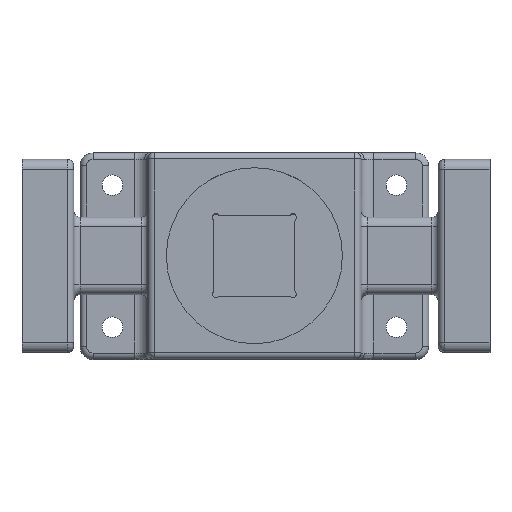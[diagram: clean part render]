
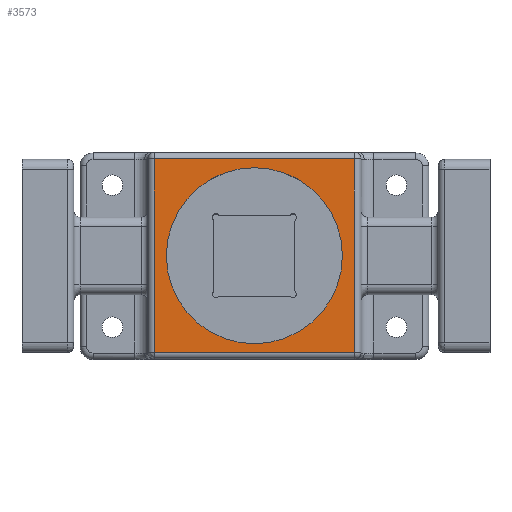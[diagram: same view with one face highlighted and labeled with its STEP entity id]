
A CAD part, top view. The second image highlights one B-rep face of the part: STEP entity #3573.
In plain terms, the highlighted planar face has unit normal (0, 0, 1).
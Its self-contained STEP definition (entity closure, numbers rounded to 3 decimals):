
#302 = CYLINDRICAL_SURFACE('',#303,1.);
#303 = AXIS2_PLACEMENT_3D('',#304,#305,#306);
#304 = CARTESIAN_POINT('',(-15.5,15.,47.5));
#305 = DIRECTION('',(0.,-1.,0.));
#306 = DIRECTION('',(0.,0.,1.));
#1303 = VERTEX_POINT('',#1304);
#1304 = CARTESIAN_POINT('',(-15.5,15.,48.5));
#1326 = VERTEX_POINT('',#1327);
#1327 = CARTESIAN_POINT('',(-15.5,-15.,48.5));
#1420 = EDGE_CURVE('',#1303,#1326,#1421,.T.);
#1421 = SURFACE_CURVE('',#1422,(#1426,#1433),.PCURVE_S1.);
#1422 = LINE('',#1423,#1424);
#1423 = CARTESIAN_POINT('',(-15.5,15.,48.5));
#1424 = VECTOR('',#1425,1.);
#1425 = DIRECTION('',(0.,-1.,0.));
#1426 = PCURVE('',#302,#1427);
#1427 = DEFINITIONAL_REPRESENTATION('',(#1428),#1432);
#1428 = LINE('',#1429,#1430);
#1429 = CARTESIAN_POINT('',(0.,0.));
#1430 = VECTOR('',#1431,1.);
#1431 = DIRECTION('',(0.,1.));
#1432 = ( GEOMETRIC_REPRESENTATION_CONTEXT(2) 
PARAMETRIC_REPRESENTATION_CONTEXT() REPRESENTATION_CONTEXT('2D SPACE',''
  ) );
#1433 = PCURVE('',#1434,#1439);
#1434 = PLANE('',#1435);
#1435 = AXIS2_PLACEMENT_3D('',#1436,#1437,#1438);
#1436 = CARTESIAN_POINT('',(0.,0.,48.5));
#1437 = DIRECTION('',(0.,0.,1.));
#1438 = DIRECTION('',(1.,0.,0.));
#1439 = DEFINITIONAL_REPRESENTATION('',(#1440),#1444);
#1440 = LINE('',#1441,#1442);
#1441 = CARTESIAN_POINT('',(-15.5,15.));
#1442 = VECTOR('',#1443,1.);
#1443 = DIRECTION('',(0.,-1.));
#1444 = ( GEOMETRIC_REPRESENTATION_CONTEXT(2) 
PARAMETRIC_REPRESENTATION_CONTEXT() REPRESENTATION_CONTEXT('2D SPACE',''
  ) );
#2806 = CYLINDRICAL_SURFACE('',#2807,1.);
#2807 = AXIS2_PLACEMENT_3D('',#2808,#2809,#2810);
#2808 = CARTESIAN_POINT('',(15.5,15.,47.5));
#2809 = DIRECTION('',(-1.,0.,0.));
#2810 = DIRECTION('',(0.,0.,1.));
#3573 = ADVANCED_FACE('',(#3574,#3654),#1434,.T.);
#3574 = FACE_BOUND('',#3575,.T.);
#3575 = EDGE_LOOP('',(#3576,#3599,#3600,#3628));
#3576 = ORIENTED_EDGE('',*,*,#3577,.T.);
#3577 = EDGE_CURVE('',#3578,#1303,#3580,.T.);
#3578 = VERTEX_POINT('',#3579);
#3579 = CARTESIAN_POINT('',(15.5,15.,48.5));
#3580 = SURFACE_CURVE('',#3581,(#3585,#3592),.PCURVE_S1.);
#3581 = LINE('',#3582,#3583);
#3582 = CARTESIAN_POINT('',(15.5,15.,48.5));
#3583 = VECTOR('',#3584,1.);
#3584 = DIRECTION('',(-1.,0.,0.));
#3585 = PCURVE('',#1434,#3586);
#3586 = DEFINITIONAL_REPRESENTATION('',(#3587),#3591);
#3587 = LINE('',#3588,#3589);
#3588 = CARTESIAN_POINT('',(15.5,15.));
#3589 = VECTOR('',#3590,1.);
#3590 = DIRECTION('',(-1.,0.));
#3591 = ( GEOMETRIC_REPRESENTATION_CONTEXT(2) 
PARAMETRIC_REPRESENTATION_CONTEXT() REPRESENTATION_CONTEXT('2D SPACE',''
  ) );
#3592 = PCURVE('',#2806,#3593);
#3593 = DEFINITIONAL_REPRESENTATION('',(#3594),#3598);
#3594 = LINE('',#3595,#3596);
#3595 = CARTESIAN_POINT('',(0.,0.));
#3596 = VECTOR('',#3597,1.);
#3597 = DIRECTION('',(0.,1.));
#3598 = ( GEOMETRIC_REPRESENTATION_CONTEXT(2) 
PARAMETRIC_REPRESENTATION_CONTEXT() REPRESENTATION_CONTEXT('2D SPACE',''
  ) );
#3599 = ORIENTED_EDGE('',*,*,#1420,.T.);
#3600 = ORIENTED_EDGE('',*,*,#3601,.T.);
#3601 = EDGE_CURVE('',#1326,#3602,#3604,.T.);
#3602 = VERTEX_POINT('',#3603);
#3603 = CARTESIAN_POINT('',(15.5,-15.,48.5));
#3604 = SURFACE_CURVE('',#3605,(#3609,#3616),.PCURVE_S1.);
#3605 = LINE('',#3606,#3607);
#3606 = CARTESIAN_POINT('',(-15.5,-15.,48.5));
#3607 = VECTOR('',#3608,1.);
#3608 = DIRECTION('',(1.,0.,0.));
#3609 = PCURVE('',#1434,#3610);
#3610 = DEFINITIONAL_REPRESENTATION('',(#3611),#3615);
#3611 = LINE('',#3612,#3613);
#3612 = CARTESIAN_POINT('',(-15.5,-15.));
#3613 = VECTOR('',#3614,1.);
#3614 = DIRECTION('',(1.,0.));
#3615 = ( GEOMETRIC_REPRESENTATION_CONTEXT(2) 
PARAMETRIC_REPRESENTATION_CONTEXT() REPRESENTATION_CONTEXT('2D SPACE',''
  ) );
#3616 = PCURVE('',#3617,#3622);
#3617 = CYLINDRICAL_SURFACE('',#3618,1.);
#3618 = AXIS2_PLACEMENT_3D('',#3619,#3620,#3621);
#3619 = CARTESIAN_POINT('',(-15.5,-15.,47.5));
#3620 = DIRECTION('',(1.,0.,0.));
#3621 = DIRECTION('',(0.,0.,1.));
#3622 = DEFINITIONAL_REPRESENTATION('',(#3623),#3627);
#3623 = LINE('',#3624,#3625);
#3624 = CARTESIAN_POINT('',(0.,0.));
#3625 = VECTOR('',#3626,1.);
#3626 = DIRECTION('',(0.,1.));
#3627 = ( GEOMETRIC_REPRESENTATION_CONTEXT(2) 
PARAMETRIC_REPRESENTATION_CONTEXT() REPRESENTATION_CONTEXT('2D SPACE',''
  ) );
#3628 = ORIENTED_EDGE('',*,*,#3629,.T.);
#3629 = EDGE_CURVE('',#3602,#3578,#3630,.T.);
#3630 = SURFACE_CURVE('',#3631,(#3635,#3642),.PCURVE_S1.);
#3631 = LINE('',#3632,#3633);
#3632 = CARTESIAN_POINT('',(15.5,-15.,48.5));
#3633 = VECTOR('',#3634,1.);
#3634 = DIRECTION('',(0.,1.,0.));
#3635 = PCURVE('',#1434,#3636);
#3636 = DEFINITIONAL_REPRESENTATION('',(#3637),#3641);
#3637 = LINE('',#3638,#3639);
#3638 = CARTESIAN_POINT('',(15.5,-15.));
#3639 = VECTOR('',#3640,1.);
#3640 = DIRECTION('',(0.,1.));
#3641 = ( GEOMETRIC_REPRESENTATION_CONTEXT(2) 
PARAMETRIC_REPRESENTATION_CONTEXT() REPRESENTATION_CONTEXT('2D SPACE',''
  ) );
#3642 = PCURVE('',#3643,#3648);
#3643 = CYLINDRICAL_SURFACE('',#3644,1.);
#3644 = AXIS2_PLACEMENT_3D('',#3645,#3646,#3647);
#3645 = CARTESIAN_POINT('',(15.5,-15.,47.5));
#3646 = DIRECTION('',(0.,1.,0.));
#3647 = DIRECTION('',(0.,0.,1.));
#3648 = DEFINITIONAL_REPRESENTATION('',(#3649),#3653);
#3649 = LINE('',#3650,#3651);
#3650 = CARTESIAN_POINT('',(0.,0.));
#3651 = VECTOR('',#3652,1.);
#3652 = DIRECTION('',(0.,1.));
#3653 = ( GEOMETRIC_REPRESENTATION_CONTEXT(2) 
PARAMETRIC_REPRESENTATION_CONTEXT() REPRESENTATION_CONTEXT('2D SPACE',''
  ) );
#3654 = FACE_BOUND('',#3655,.T.);
#3655 = EDGE_LOOP('',(#3656));
#3656 = ORIENTED_EDGE('',*,*,#3657,.F.);
#3657 = EDGE_CURVE('',#3658,#3658,#3660,.T.);
#3658 = VERTEX_POINT('',#3659);
#3659 = CARTESIAN_POINT('',(13.637,0.,48.5));
#3660 = SURFACE_CURVE('',#3661,(#3666,#3673),.PCURVE_S1.);
#3661 = CIRCLE('',#3662,13.637);
#3662 = AXIS2_PLACEMENT_3D('',#3663,#3664,#3665);
#3663 = CARTESIAN_POINT('',(0.,0.,48.5));
#3664 = DIRECTION('',(0.,0.,1.));
#3665 = DIRECTION('',(1.,0.,0.));
#3666 = PCURVE('',#1434,#3667);
#3667 = DEFINITIONAL_REPRESENTATION('',(#3668),#3672);
#3668 = CIRCLE('',#3669,13.637);
#3669 = AXIS2_PLACEMENT_2D('',#3670,#3671);
#3670 = CARTESIAN_POINT('',(0.,0.));
#3671 = DIRECTION('',(1.,0.));
#3672 = ( GEOMETRIC_REPRESENTATION_CONTEXT(2) 
PARAMETRIC_REPRESENTATION_CONTEXT() REPRESENTATION_CONTEXT('2D SPACE',''
  ) );
#3673 = PCURVE('',#3674,#3679);
#3674 = CYLINDRICAL_SURFACE('',#3675,13.637);
#3675 = AXIS2_PLACEMENT_3D('',#3676,#3677,#3678);
#3676 = CARTESIAN_POINT('',(0.,0.,48.5));
#3677 = DIRECTION('',(0.,0.,1.));
#3678 = DIRECTION('',(1.,0.,0.));
#3679 = DEFINITIONAL_REPRESENTATION('',(#3680),#3684);
#3680 = LINE('',#3681,#3682);
#3681 = CARTESIAN_POINT('',(0.,0.));
#3682 = VECTOR('',#3683,1.);
#3683 = DIRECTION('',(1.,0.));
#3684 = ( GEOMETRIC_REPRESENTATION_CONTEXT(2) 
PARAMETRIC_REPRESENTATION_CONTEXT() REPRESENTATION_CONTEXT('2D SPACE',''
  ) );
